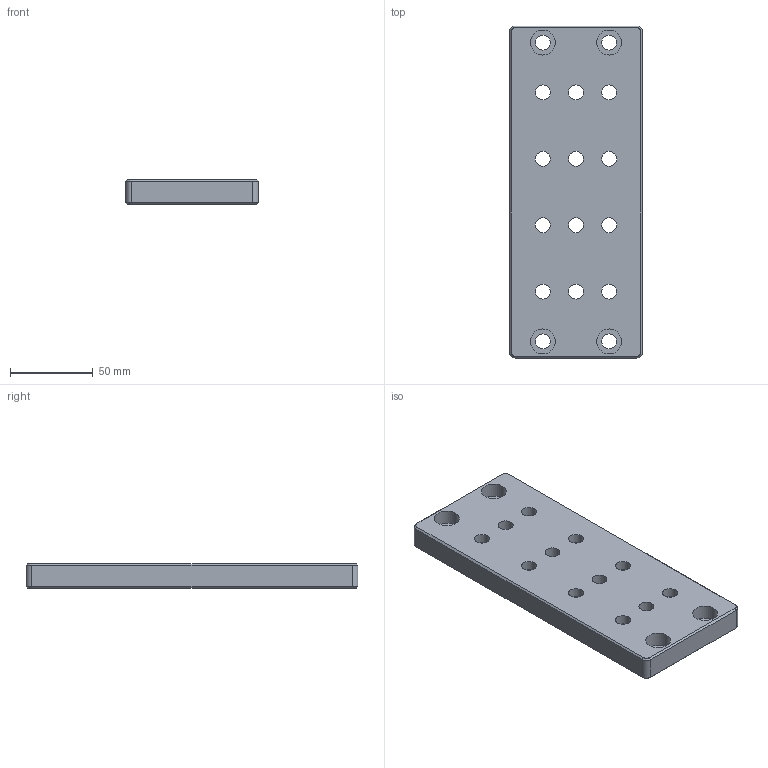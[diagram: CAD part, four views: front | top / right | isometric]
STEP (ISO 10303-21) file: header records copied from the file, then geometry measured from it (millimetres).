
FILE_DESCRIPTION(/* description */ ('Verbindungsplatte 80 x 200'),/* implementation_level */ '2;1');
FILE_NAME(/* name */ 'SV5005N.stp',/* time_stamp */ '2015-11-28T10:06:54+01:00',/* author */ ('marina kaa'),/* organization */ (''),/* preprocessor_version */ 'ST-DEVELOPER v15.6',/* originating_system */ 'Autodesk Inventor 2015',/* authorisation */ '');
FILE_SCHEMA (('AUTOMOTIVE_DESIGN { 1 0 10303 214 3 1 1 }'));
Length unit declared in the file: millimetre
Products named in the file (1): SV5005N
Bounding box: 80 x 200 x 15 mm (x, y, z)
Volume: 207736.2 mm3; surface area: 47101.6 mm2
Topology: 1 solids, 1 shells, 74 faces, 152 edges, 96 vertices
Faces by surface type: cylinder 36, plane 30, cone 8
Full cylindrical faces by diameter (mm): 9 x16, 15 x16
Entity records: 1896 total; most frequent: DIRECTION 350, CARTESIAN_POINT 291, ORIENTED_EDGE 240, AXIS2_PLACEMENT_3D 155, EDGE_LOOP 154, EDGE_CURVE 120, VERTEX_POINT 96, FACE_BOUND 80
